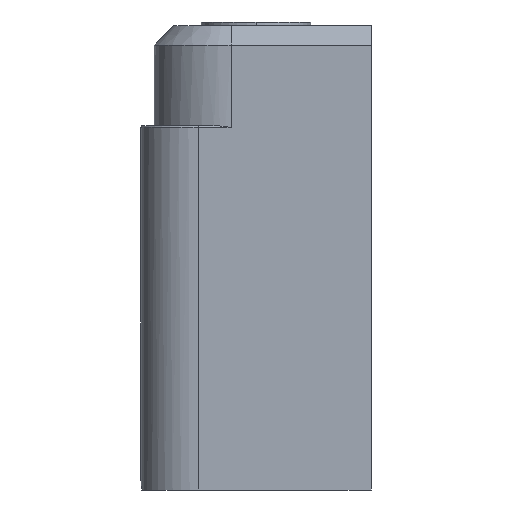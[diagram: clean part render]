
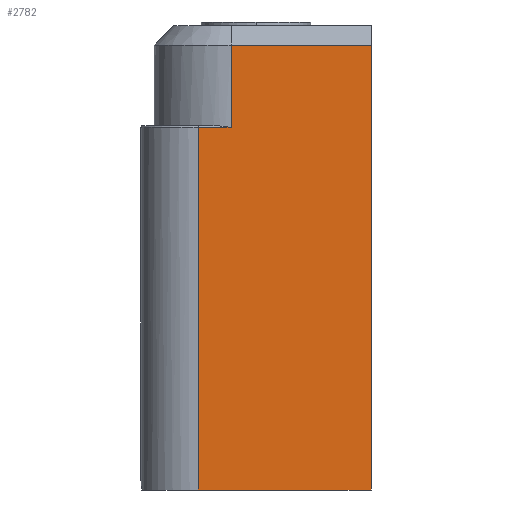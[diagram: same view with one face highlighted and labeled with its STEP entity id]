
A CAD part, left-side view. The second image highlights one B-rep face of the part: STEP entity #2782.
In plain terms, the highlighted planar face has unit normal (-1, 0, 0).
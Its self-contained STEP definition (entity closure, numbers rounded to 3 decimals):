
#309 = CARTESIAN_POINT ( 'NONE',  ( -9., 0., 23.2 ) ) ;
#310 = CARTESIAN_POINT ( 'NONE',  ( -9., 0., 0. ) ) ;
#371 = LINE ( 'NONE', #394, #388 ) ;
#387 = DIRECTION ( 'NONE',  ( 0., 1., 0. ) ) ;
#388 = VECTOR ( 'NONE', #387, 1000. ) ;
#394 = CARTESIAN_POINT ( 'NONE',  ( -9., 9., 18.9 ) ) ;
#484 = DIRECTION ( 'NONE',  ( 0., 1., 0. ) ) ;
#561 = CARTESIAN_POINT ( 'NONE',  ( -9., 7.3, 23.2 ) ) ;
#574 = DIRECTION ( 'NONE',  ( 0., 0., -1. ) ) ;
#586 = VECTOR ( 'NONE', #574, 1000. ) ;
#587 = CARTESIAN_POINT ( 'NONE',  ( -9., 7.3, 24.2 ) ) ;
#588 = LINE ( 'NONE', #587, #586 ) ;
#591 = DIRECTION ( 'NONE',  ( 0., 0., -1. ) ) ;
#592 = CARTESIAN_POINT ( 'NONE',  ( -9., 0., 19. ) ) ;
#593 = LINE ( 'NONE', #592, #609 ) ;
#604 = CARTESIAN_POINT ( 'NONE',  ( -9., 9., 18.9 ) ) ;
#609 = VECTOR ( 'NONE', #591, 1000. ) ;
#667 = DIRECTION ( 'NONE',  ( 0., 0., -1. ) ) ;
#668 = VECTOR ( 'NONE', #667, 1000. ) ;
#669 = CARTESIAN_POINT ( 'NONE',  ( -9., 9., 19. ) ) ;
#673 = LINE ( 'NONE', #669, #668 ) ;
#674 = CARTESIAN_POINT ( 'NONE',  ( -9., 7.3, 18.9 ) ) ;
#676 = CARTESIAN_POINT ( 'NONE',  ( -9., 9., 0. ) ) ;
#705 = DIRECTION ( 'NONE',  ( 1., 0., 0. ) ) ;
#706 = CARTESIAN_POINT ( 'NONE',  ( -9., 9., 19. ) ) ;
#707 = AXIS2_PLACEMENT_3D ( 'NONE', #706, #705, #484 ) ;
#708 = PLANE ( 'NONE',  #707 ) ;
#775 = VECTOR ( 'NONE', #776, 1000. ) ;
#776 = DIRECTION ( 'NONE',  ( 0., -1., 0. ) ) ;
#779 = CARTESIAN_POINT ( 'NONE',  ( -9., 9., 0. ) ) ;
#795 = LINE ( 'NONE', #779, #775 ) ;
#815 = FACE_OUTER_BOUND ( 'NONE', #2786, .T. ) ;
#969 = DIRECTION ( 'NONE',  ( 0., 1., 0. ) ) ;
#970 = LINE ( 'NONE', #981, #980 ) ;
#980 = VECTOR ( 'NONE', #969, 1000. ) ;
#981 = CARTESIAN_POINT ( 'NONE',  ( -9., 9., 23.2 ) ) ;
#2782 = ADVANCED_FACE ( 'NONE', ( #815 ), #708, .F. ) ;
#2784 = ORIENTED_EDGE ( 'NONE', *, *, #2785, .T. ) ;
#2785 = EDGE_CURVE ( 'NONE', #2798, #2873, #970, .T. ) ;
#2786 = EDGE_LOOP ( 'NONE', ( #2875, #2784, #2923, #2866, #2921, #2830 ) ) ;
#2797 = VERTEX_POINT ( 'NONE', #310 ) ;
#2798 = VERTEX_POINT ( 'NONE', #309 ) ;
#2828 = EDGE_CURVE ( 'NONE', #2892, #2867, #371, .T. ) ;
#2830 = ORIENTED_EDGE ( 'NONE', *, *, #2922, .T. ) ;
#2866 = ORIENTED_EDGE ( 'NONE', *, *, #2828, .T. ) ;
#2867 = VERTEX_POINT ( 'NONE', #604 ) ;
#2868 = EDGE_CURVE ( 'NONE', #2873, #2892, #588, .T. ) ;
#2873 = VERTEX_POINT ( 'NONE', #561 ) ;
#2875 = ORIENTED_EDGE ( 'NONE', *, *, #2876, .F. ) ;
#2876 = EDGE_CURVE ( 'NONE', #2798, #2797, #593, .T. ) ;
#2891 = EDGE_CURVE ( 'NONE', #2867, #2894, #673, .T. ) ;
#2892 = VERTEX_POINT ( 'NONE', #674 ) ;
#2894 = VERTEX_POINT ( 'NONE', #676 ) ;
#2921 = ORIENTED_EDGE ( 'NONE', *, *, #2891, .T. ) ;
#2922 = EDGE_CURVE ( 'NONE', #2894, #2797, #795, .T. ) ;
#2923 = ORIENTED_EDGE ( 'NONE', *, *, #2868, .T. ) ;
